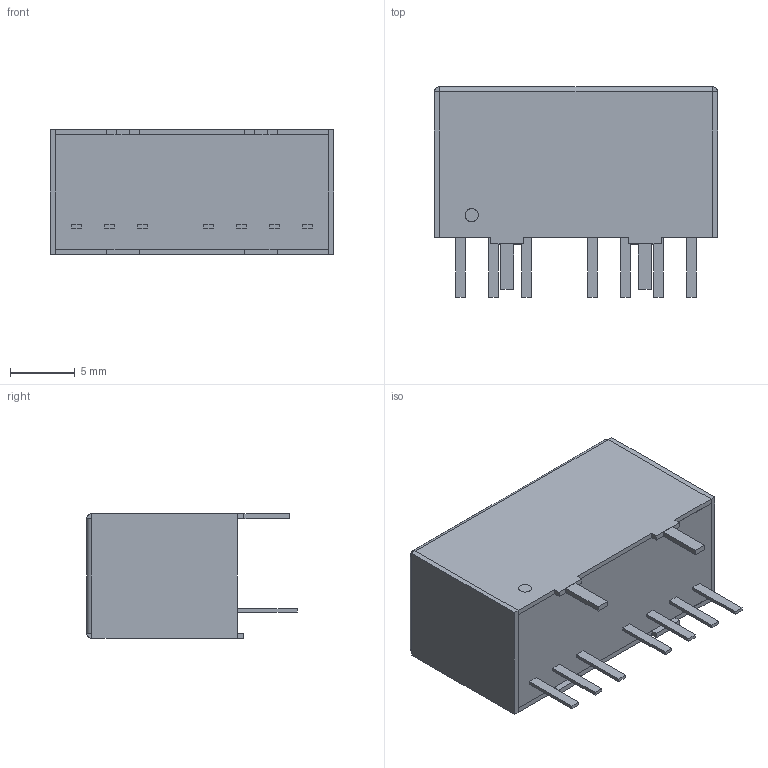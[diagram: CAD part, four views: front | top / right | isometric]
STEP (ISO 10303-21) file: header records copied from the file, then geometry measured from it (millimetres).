
FILE_DESCRIPTION (( 'STEP AP214' ), '1' );
FILE_NAME ('RS12-2405SZ.STEP', '2020-12-15T04:33:39', ( '' ), ( '' ), 'SwSTEP 2.0', 'SolidWorks 2017', '' );
FILE_SCHEMA (( 'AUTOMOTIVE_DESIGN' ));
Length unit declared in the file: millimetre
Products named in the file (1): RS12-2405SZ
Bounding box: 21.8 x 16.2 x 9.6 mm (x, y, z)
Volume: 2436.2 mm3; surface area: 2976.7 mm2
Topology: 11 solids, 11 shells, 115 faces, 254 edges, 162 vertices
Faces by surface type: plane 107, cylinder 8
Entity records: 3282 total; most frequent: CARTESIAN_POINT 648, ORIENTED_EDGE 508, DIRECTION 472, EDGE_CURVE 254, LINE 236, VECTOR 236, VERTEX_POINT 162, AXIS2_PLACEMENT_3D 118
